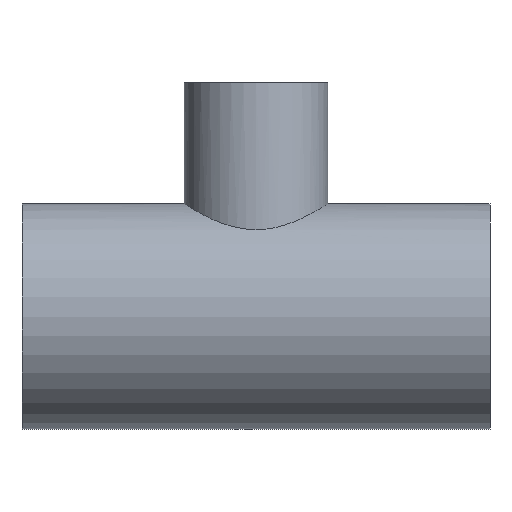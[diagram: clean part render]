
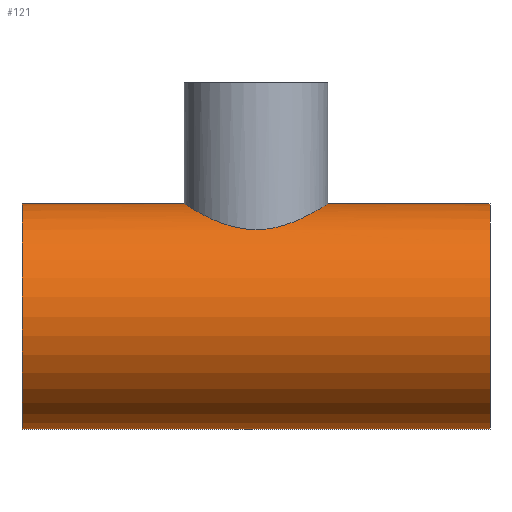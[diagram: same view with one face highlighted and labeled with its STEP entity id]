
A CAD part, front view. The second image highlights one B-rep face of the part: STEP entity #121.
In plain terms, the highlighted cylindrical face has radius 69.9 mm (diameter 139.8 mm), a full revolution.
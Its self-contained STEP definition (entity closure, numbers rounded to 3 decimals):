
#21=FACE_BOUND('',#39,.T.);
#28=FACE_OUTER_BOUND('',#38,.T.);
#38=EDGE_LOOP('',(#104,#105,#106,#107));
#39=EDGE_LOOP('',(#108,#109));
#46=CIRCLE('',#152,69.9);
#47=CIRCLE('',#154,69.9);
#51=LINE('',#350,#55);
#55=VECTOR('',#185,69.9);
#58=B_SPLINE_CURVE_WITH_KNOTS('',3,(#275,#276,#277,#278,#279,#280,#281,
#282,#283,#284,#285,#286,#287,#288,#289,#290,#291,#292),.UNSPECIFIED.,.F.,
 .F.,(4,2,2,2,2,2,2,2,4),(0.,0.874,1.748,2.622,
3.495,4.362,5.228,6.094,6.96),
 .UNSPECIFIED.);
#59=B_SPLINE_CURVE_WITH_KNOTS('',3,(#293,#294,#295,#296,#297,#298,#299,
#300,#301,#302,#303,#304,#305,#306,#307,#308,#309,#310,#311,#312,#313,#314,
#315,#316,#317,#318,#319,#320,#321,#322,#323,#324,#325,#326,#327,#328,#329,
#330,#331,#332,#333,#334,#335,#336,#337,#338,#339,#340,#341,#342),
 .UNSPECIFIED.,.F.,.F.,(4,2,2,2,2,2,2,2,2,2,2,2,2,2,2,2,2,2,2,2,2,2,2,2,
4),(6.96,7.827,8.693,9.559,
10.425,11.299,12.173,13.047,13.921,
14.795,15.669,16.542,17.416,18.283,
19.149,20.015,20.881,21.747,22.614,
23.48,24.346,25.22,26.094,26.968,
27.842),.UNSPECIFIED.);
#66=VERTEX_POINT('',#272);
#67=VERTEX_POINT('',#274);
#68=VERTEX_POINT('',#345);
#69=VERTEX_POINT('',#348);
#79=EDGE_CURVE('',#67,#66,#58,.T.);
#80=EDGE_CURVE('',#66,#67,#59,.T.);
#81=EDGE_CURVE('',#68,#68,#46,.T.);
#82=EDGE_CURVE('',#69,#69,#47,.T.);
#83=EDGE_CURVE('',#69,#68,#51,.T.);
#104=ORIENTED_EDGE('',*,*,#82,.F.);
#105=ORIENTED_EDGE('',*,*,#83,.T.);
#106=ORIENTED_EDGE('',*,*,#81,.F.);
#107=ORIENTED_EDGE('',*,*,#83,.F.);
#108=ORIENTED_EDGE('',*,*,#79,.T.);
#109=ORIENTED_EDGE('',*,*,#80,.T.);
#115=CYLINDRICAL_SURFACE('',#153,69.9);
#121=ADVANCED_FACE('',(#28,#21),#115,.T.);
#152=AXIS2_PLACEMENT_3D('',#346,#179,#180);
#153=AXIS2_PLACEMENT_3D('',#347,#181,#182);
#154=AXIS2_PLACEMENT_3D('',#349,#183,#184);
#179=DIRECTION('center_axis',(-1.,0.,0.));
#180=DIRECTION('ref_axis',(0.,1.,0.));
#181=DIRECTION('center_axis',(1.,0.,0.));
#182=DIRECTION('ref_axis',(0.,1.,0.));
#183=DIRECTION('center_axis',(1.,0.,0.));
#184=DIRECTION('ref_axis',(0.,1.,0.));
#185=DIRECTION('',(-1.,0.,0.));
#272=CARTESIAN_POINT('',(-44.55,0.,69.9));
#274=CARTESIAN_POINT('',(0.,-44.55,53.864));
#275=CARTESIAN_POINT('Ctrl Pts',(0.,-44.55,53.864));
#276=CARTESIAN_POINT('Ctrl Pts',(-2.913,-44.55,53.864));
#277=CARTESIAN_POINT('Ctrl Pts',(-5.879,-44.26,54.107));
#278=CARTESIAN_POINT('Ctrl Pts',(-11.707,-43.087,55.046));
#279=CARTESIAN_POINT('Ctrl Pts',(-14.568,-42.204,55.739));
#280=CARTESIAN_POINT('Ctrl Pts',(-20.011,-39.912,57.403));
#281=CARTESIAN_POINT('Ctrl Pts',(-22.599,-38.501,58.372));
#282=CARTESIAN_POINT('Ctrl Pts',(-27.374,-35.266,60.382));
#283=CARTESIAN_POINT('Ctrl Pts',(-29.562,-33.441,61.42));
#284=CARTESIAN_POINT('Ctrl Pts',(-33.425,-29.579,63.37));
#285=CARTESIAN_POINT('Ctrl Pts',(-35.246,-27.4,64.357));
#286=CARTESIAN_POINT('Ctrl Pts',(-38.487,-22.623,66.187));
#287=CARTESIAN_POINT('Ctrl Pts',(-39.906,-20.025,67.03));
#288=CARTESIAN_POINT('Ctrl Pts',(-42.209,-14.557,68.426));
#289=CARTESIAN_POINT('Ctrl Pts',(-43.094,-11.682,68.98));
#290=CARTESIAN_POINT('Ctrl Pts',(-44.265,-5.847,69.717));
#291=CARTESIAN_POINT('Ctrl Pts',(-44.55,-2.887,69.9));
#292=CARTESIAN_POINT('Ctrl Pts',(-44.55,0.,69.9));
#293=CARTESIAN_POINT('Ctrl Pts',(-44.55,0.,69.9));
#294=CARTESIAN_POINT('Ctrl Pts',(-44.55,2.887,69.9));
#295=CARTESIAN_POINT('Ctrl Pts',(-44.265,5.847,69.717));
#296=CARTESIAN_POINT('Ctrl Pts',(-43.094,11.682,68.98));
#297=CARTESIAN_POINT('Ctrl Pts',(-42.209,14.557,68.426));
#298=CARTESIAN_POINT('Ctrl Pts',(-39.906,20.025,67.03));
#299=CARTESIAN_POINT('Ctrl Pts',(-38.487,22.623,66.187));
#300=CARTESIAN_POINT('Ctrl Pts',(-35.246,27.4,64.357));
#301=CARTESIAN_POINT('Ctrl Pts',(-33.425,29.579,63.37));
#302=CARTESIAN_POINT('Ctrl Pts',(-29.562,33.441,61.42));
#303=CARTESIAN_POINT('Ctrl Pts',(-27.374,35.266,60.382));
#304=CARTESIAN_POINT('Ctrl Pts',(-22.599,38.501,58.372));
#305=CARTESIAN_POINT('Ctrl Pts',(-20.011,39.912,57.403));
#306=CARTESIAN_POINT('Ctrl Pts',(-14.568,42.204,55.739));
#307=CARTESIAN_POINT('Ctrl Pts',(-11.707,43.087,55.046));
#308=CARTESIAN_POINT('Ctrl Pts',(-5.879,44.26,54.107));
#309=CARTESIAN_POINT('Ctrl Pts',(-2.913,44.55,53.864));
#310=CARTESIAN_POINT('Ctrl Pts',(2.913,44.55,53.864));
#311=CARTESIAN_POINT('Ctrl Pts',(5.879,44.26,54.107));
#312=CARTESIAN_POINT('Ctrl Pts',(11.707,43.087,55.046));
#313=CARTESIAN_POINT('Ctrl Pts',(14.568,42.204,55.739));
#314=CARTESIAN_POINT('Ctrl Pts',(20.011,39.912,57.403));
#315=CARTESIAN_POINT('Ctrl Pts',(22.599,38.501,58.372));
#316=CARTESIAN_POINT('Ctrl Pts',(27.374,35.266,60.382));
#317=CARTESIAN_POINT('Ctrl Pts',(29.562,33.441,61.42));
#318=CARTESIAN_POINT('Ctrl Pts',(33.425,29.579,63.37));
#319=CARTESIAN_POINT('Ctrl Pts',(35.246,27.4,64.357));
#320=CARTESIAN_POINT('Ctrl Pts',(38.487,22.623,66.187));
#321=CARTESIAN_POINT('Ctrl Pts',(39.906,20.025,67.03));
#322=CARTESIAN_POINT('Ctrl Pts',(42.209,14.557,68.426));
#323=CARTESIAN_POINT('Ctrl Pts',(43.094,11.682,68.98));
#324=CARTESIAN_POINT('Ctrl Pts',(44.265,5.847,69.717));
#325=CARTESIAN_POINT('Ctrl Pts',(44.55,2.887,69.9));
#326=CARTESIAN_POINT('Ctrl Pts',(44.55,-2.887,69.9));
#327=CARTESIAN_POINT('Ctrl Pts',(44.265,-5.847,69.717));
#328=CARTESIAN_POINT('Ctrl Pts',(43.094,-11.682,68.98));
#329=CARTESIAN_POINT('Ctrl Pts',(42.209,-14.557,68.426));
#330=CARTESIAN_POINT('Ctrl Pts',(39.906,-20.025,67.03));
#331=CARTESIAN_POINT('Ctrl Pts',(38.487,-22.623,66.187));
#332=CARTESIAN_POINT('Ctrl Pts',(35.246,-27.4,64.357));
#333=CARTESIAN_POINT('Ctrl Pts',(33.425,-29.579,63.37));
#334=CARTESIAN_POINT('Ctrl Pts',(29.562,-33.441,61.42));
#335=CARTESIAN_POINT('Ctrl Pts',(27.374,-35.266,60.382));
#336=CARTESIAN_POINT('Ctrl Pts',(22.599,-38.501,58.372));
#337=CARTESIAN_POINT('Ctrl Pts',(20.011,-39.912,57.403));
#338=CARTESIAN_POINT('Ctrl Pts',(14.568,-42.204,55.739));
#339=CARTESIAN_POINT('Ctrl Pts',(11.707,-43.087,55.046));
#340=CARTESIAN_POINT('Ctrl Pts',(5.879,-44.26,54.107));
#341=CARTESIAN_POINT('Ctrl Pts',(2.913,-44.55,53.864));
#342=CARTESIAN_POINT('Ctrl Pts',(0.,-44.55,53.864));
#345=CARTESIAN_POINT('',(-145.,-69.9,0.));
#346=CARTESIAN_POINT('Origin',(-145.,0.,0.));
#347=CARTESIAN_POINT('Origin',(0.,0.,0.));
#348=CARTESIAN_POINT('',(145.,-69.9,0.));
#349=CARTESIAN_POINT('Origin',(145.,0.,0.));
#350=CARTESIAN_POINT('',(0.,-69.9,0.));
